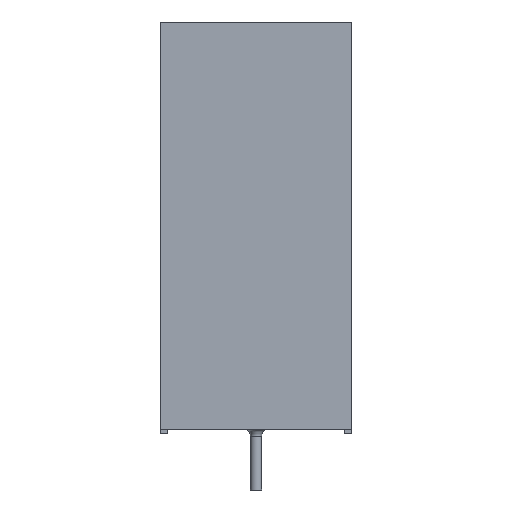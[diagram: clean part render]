
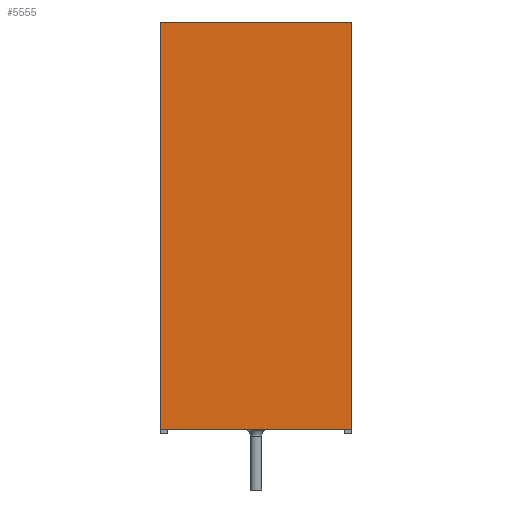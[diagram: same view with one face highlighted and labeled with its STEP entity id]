
A CAD part, left-side view. The second image highlights one B-rep face of the part: STEP entity #5555.
In plain terms, the highlighted planar face has unit normal (-1, 0, 0).
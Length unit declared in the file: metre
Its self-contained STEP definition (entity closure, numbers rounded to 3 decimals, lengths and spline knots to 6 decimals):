
#315=LINE('',#8641,#778);
#316=LINE('',#8644,#779);
#317=LINE('',#8646,#780);
#318=LINE('',#8648,#781);
#778=VECTOR('',#6254,1.);
#779=VECTOR('',#6255,1.);
#780=VECTOR('',#6256,1.);
#781=VECTOR('',#6257,1.);
#1458=ORIENTED_EDGE('',*,*,#2468,.T.);
#1459=ORIENTED_EDGE('',*,*,#2469,.F.);
#1460=ORIENTED_EDGE('',*,*,#2470,.F.);
#1461=ORIENTED_EDGE('',*,*,#2471,.T.);
#2468=EDGE_CURVE('',#2957,#2958,#315,.T.);
#2469=EDGE_CURVE('',#2959,#2958,#316,.T.);
#2470=EDGE_CURVE('',#2960,#2959,#317,.T.);
#2471=EDGE_CURVE('',#2960,#2957,#318,.T.);
#2957=VERTEX_POINT('',#8642);
#2958=VERTEX_POINT('',#8643);
#2959=VERTEX_POINT('',#8645);
#2960=VERTEX_POINT('',#8647);
#3247=EDGE_LOOP('',(#1458,#1459,#1460,#1461));
#3519=FACE_BOUND('',#3247,.T.);
#3758=PLANE('',#5771);
#5555=ADVANCED_FACE('',(#3519),#3758,.F.);
#5771=AXIS2_PLACEMENT_3D('',#8640,#6252,#6253);
#6252=DIRECTION('',(1.,0.,0.));
#6253=DIRECTION('',(0.,0.,-1.));
#6254=DIRECTION('',(0.,0.,-1.));
#6255=DIRECTION('',(0.,1.,0.));
#6256=DIRECTION('',(0.,0.,-1.));
#6257=DIRECTION('',(0.,1.,0.));
#8640=CARTESIAN_POINT('',(-0.0155,-0.0065,0.01085));
#8641=CARTESIAN_POINT('',(-0.0155,0.00675,0.01085));
#8642=CARTESIAN_POINT('',(-0.0155,0.00675,0.01785));
#8643=CARTESIAN_POINT('',(-0.0155,0.00675,-0.01085));
#8644=CARTESIAN_POINT('',(-0.0155,-0.0065,-0.01085));
#8645=CARTESIAN_POINT('',(-0.0155,-0.00675,-0.01085));
#8646=CARTESIAN_POINT('',(-0.0155,-0.00675,0.01085));
#8647=CARTESIAN_POINT('',(-0.0155,-0.00675,0.01785));
#8648=CARTESIAN_POINT('',(-0.0155,-0.0065,0.01785));
